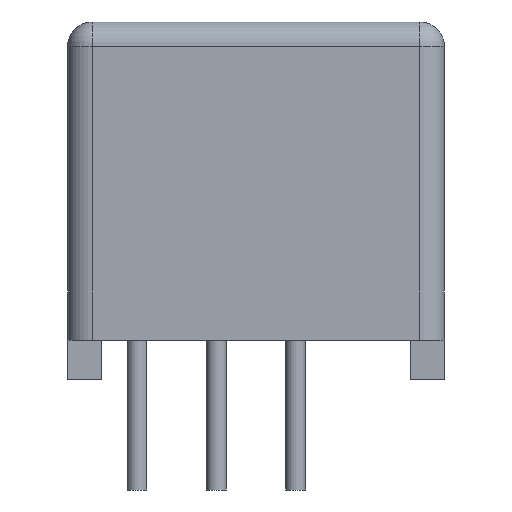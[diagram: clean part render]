
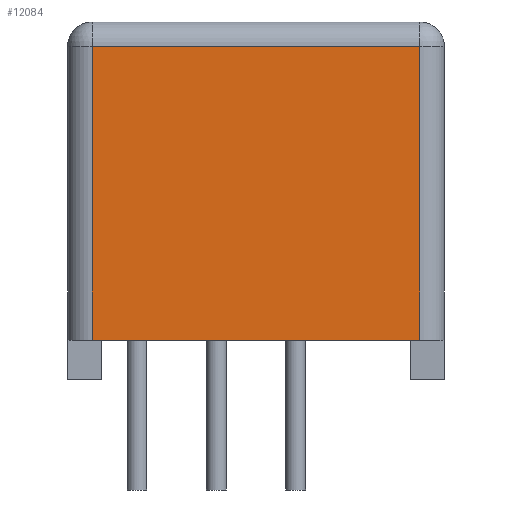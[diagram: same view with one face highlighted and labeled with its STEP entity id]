
A CAD part, left-side view. The second image highlights one B-rep face of the part: STEP entity #12084.
In plain terms, the highlighted planar face has unit normal (-1, 0, 0).
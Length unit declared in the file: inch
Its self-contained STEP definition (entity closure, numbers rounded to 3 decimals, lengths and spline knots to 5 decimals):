
#11780=CARTESIAN_POINT('',(-0.5885,0.2065,0.1695));
#11781=VERTEX_POINT('',#11780);
#11844=CARTESIAN_POINT('',(-0.5885,-0.2065,0.1695));
#11845=VERTEX_POINT('',#11844);
#11897=CARTESIAN_POINT('',(-0.5885,0.2065,0.1695));
#11898=DIRECTION('',(0.0,-1.0,0.0));
#11899=VECTOR('',#11898,0.413);
#11900=LINE('',#11897,#11899);
#11901=EDGE_CURVE('',#11781,#11845,#11900,.T.);
#11911=CARTESIAN_POINT('',(-0.5885,-0.2065,-0.2005));
#11912=VERTEX_POINT('',#11911);
#11929=CARTESIAN_POINT('',(-0.5885,-0.2065,0.1695));
#11930=DIRECTION('',(0.0,0.0,-1.0));
#11931=VECTOR('',#11930,0.37);
#11932=LINE('',#11929,#11931);
#11933=EDGE_CURVE('',#11845,#11912,#11932,.T.);
#12011=CARTESIAN_POINT('',(-0.5885,0.2065,-0.2005));
#12012=VERTEX_POINT('',#12011);
#12020=CARTESIAN_POINT('',(-0.5885,0.2065,-0.2005));
#12021=DIRECTION('',(0.0,0.0,1.0));
#12022=VECTOR('',#12021,0.37);
#12023=LINE('',#12020,#12022);
#12024=EDGE_CURVE('',#12012,#11781,#12023,.T.);
#12068=CARTESIAN_POINT('',(-0.5885,0.0,0.2005));
#12069=DIRECTION('',(-1.0,0.0,0.0));
#12070=DIRECTION('',(0.0,0.0,1.0));
#12071=AXIS2_PLACEMENT_3D('',#12068,#12069,#12070);
#12072=PLANE('',#12071);
#12073=ORIENTED_EDGE('',*,*,#11933,.F.);
#12074=ORIENTED_EDGE('',*,*,#11901,.F.);
#12075=ORIENTED_EDGE('',*,*,#12024,.F.);
#12076=CARTESIAN_POINT('',(-0.5885,0.2065,-0.2005));
#12077=DIRECTION('',(0.0,-1.0,0.0));
#12078=VECTOR('',#12077,0.413);
#12079=LINE('',#12076,#12078);
#12080=EDGE_CURVE('',#12012,#11912,#12079,.T.);
#12081=ORIENTED_EDGE('',*,*,#12080,.T.);
#12082=EDGE_LOOP('',(#12073,#12074,#12075,#12081));
#12083=FACE_OUTER_BOUND('',#12082,.T.);
#12084=ADVANCED_FACE('',(#12083),#12072,.T.);
